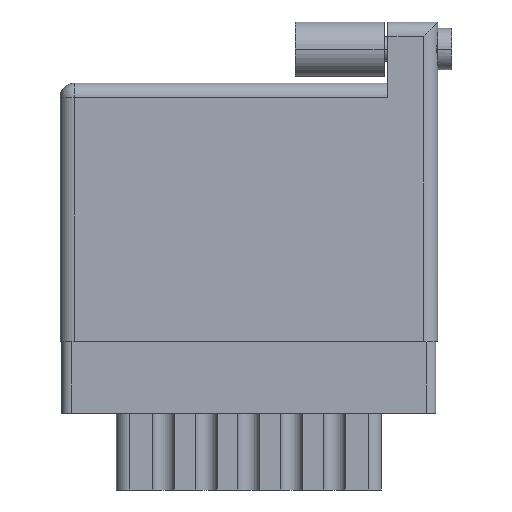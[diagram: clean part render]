
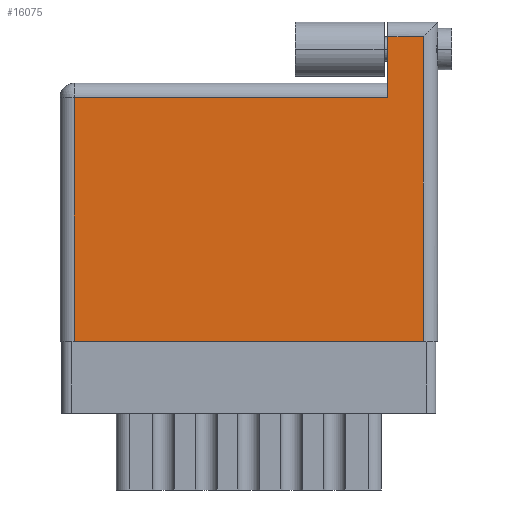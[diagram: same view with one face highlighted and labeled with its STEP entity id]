
A CAD part, front view. The second image highlights one B-rep face of the part: STEP entity #16075.
In plain terms, the highlighted face is planar.
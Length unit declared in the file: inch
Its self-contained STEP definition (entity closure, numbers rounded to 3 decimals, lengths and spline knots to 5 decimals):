
#425 = VERTEX_POINT ( 'NONE', #8798 ) ;
#561 = CARTESIAN_POINT ( 'NONE',  ( 1.275, 1.12, 0. ) ) ;
#978 = DIRECTION ( 'NONE',  ( 0., 0., -1. ) ) ;
#1463 = DIRECTION ( 'NONE',  ( 0., -1., 0. ) ) ;
#1836 = LINE ( 'NONE', #4468, #8158 ) ;
#2352 = EDGE_CURVE ( 'NONE', #6432, #5324, #15528, .T. ) ;
#2997 = CARTESIAN_POINT ( 'NONE',  ( 0., 0., 0. ) ) ;
#3126 = VECTOR ( 'NONE', #11489, 39.37008 ) ;
#3149 = DIRECTION ( 'NONE',  ( -1., 0., 0. ) ) ;
#3150 = ORIENTED_EDGE ( 'NONE', *, *, #18043, .T. ) ;
#4263 = VERTEX_POINT ( 'NONE', #8864 ) ;
#4364 = VERTEX_POINT ( 'NONE', #16729 ) ;
#4468 = CARTESIAN_POINT ( 'NONE',  ( 0., 1.07, 0. ) ) ;
#4547 = CARTESIAN_POINT ( 'NONE',  ( 0., 0.856, 0. ) ) ;
#4740 = VERTEX_POINT ( 'NONE', #7809 ) ;
#5168 = FACE_OUTER_BOUND ( 'NONE', #9854, .T. ) ;
#5324 = VERTEX_POINT ( 'NONE', #16017 ) ;
#5443 = ORIENTED_EDGE ( 'NONE', *, *, #7873, .T. ) ;
#5551 = CARTESIAN_POINT ( 'NONE',  ( 0.05, 0., 0. ) ) ;
#5954 = LINE ( 'NONE', #2997, #3126 ) ;
#6432 = VERTEX_POINT ( 'NONE', #17061 ) ;
#6537 = CARTESIAN_POINT ( 'NONE',  ( 0., 0.906, 0. ) ) ;
#6590 = DIRECTION ( 'NONE',  ( 0., -1., 0. ) ) ;
#6812 = DIRECTION ( 'NONE',  ( -1., 0., 0. ) ) ;
#7389 = DIRECTION ( 'NONE',  ( 0., 1., 0. ) ) ;
#7809 = CARTESIAN_POINT ( 'NONE',  ( 1.15, 1.07, 0. ) ) ;
#7873 = EDGE_CURVE ( 'NONE', #4263, #4740, #1836, .T. ) ;
#8158 = VECTOR ( 'NONE', #10428, 39.37008 ) ;
#8767 = LINE ( 'NONE', #4547, #9595 ) ;
#8798 = CARTESIAN_POINT ( 'NONE',  ( 1.15, 0.856, 0. ) ) ;
#8864 = CARTESIAN_POINT ( 'NONE',  ( 1.275, 1.07, 0. ) ) ;
#9138 = EDGE_CURVE ( 'NONE', #5324, #4364, #5954, .T. ) ;
#9359 = LINE ( 'NONE', #12214, #17884 ) ;
#9372 = ORIENTED_EDGE ( 'NONE', *, *, #14037, .T. ) ;
#9595 = VECTOR ( 'NONE', #3149, 39.37008 ) ;
#9854 = EDGE_LOOP ( 'NONE', ( #17997, #9372, #5443, #3150, #13707, #11408 ) ) ;
#10428 = DIRECTION ( 'NONE',  ( -1., 0., 0. ) ) ;
#11180 = EDGE_CURVE ( 'NONE', #425, #6432, #8767, .T. ) ;
#11408 = ORIENTED_EDGE ( 'NONE', *, *, #2352, .T. ) ;
#11489 = DIRECTION ( 'NONE',  ( 1., 0., 0. ) ) ;
#12214 = CARTESIAN_POINT ( 'NONE',  ( 1.15, 1.12, 0. ) ) ;
#12492 = AXIS2_PLACEMENT_3D ( 'NONE', #6537, #978, #6812 ) ;
#13296 = LINE ( 'NONE', #561, #14260 ) ;
#13707 = ORIENTED_EDGE ( 'NONE', *, *, #11180, .T. ) ;
#13927 = PLANE ( 'NONE',  #12492 ) ;
#14037 = EDGE_CURVE ( 'NONE', #4364, #4263, #13296, .T. ) ;
#14112 = VECTOR ( 'NONE', #1463, 39.37008 ) ;
#14260 = VECTOR ( 'NONE', #7389, 39.37008 ) ;
#15528 = LINE ( 'NONE', #5551, #14112 ) ;
#16017 = CARTESIAN_POINT ( 'NONE',  ( 0.05, 0., 0. ) ) ;
#16075 = ADVANCED_FACE ( 'NONE', ( #5168 ), #13927, .F. ) ;
#16729 = CARTESIAN_POINT ( 'NONE',  ( 1.275, 0., 0. ) ) ;
#17061 = CARTESIAN_POINT ( 'NONE',  ( 0.05, 0.856, 0. ) ) ;
#17884 = VECTOR ( 'NONE', #6590, 39.37008 ) ;
#17997 = ORIENTED_EDGE ( 'NONE', *, *, #9138, .T. ) ;
#18043 = EDGE_CURVE ( 'NONE', #4740, #425, #9359, .T. ) ;
